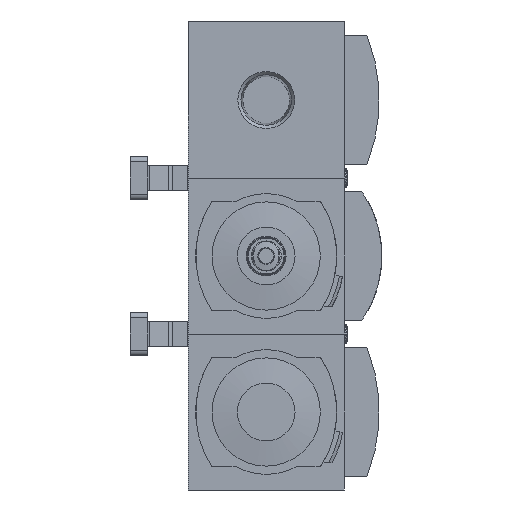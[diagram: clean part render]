
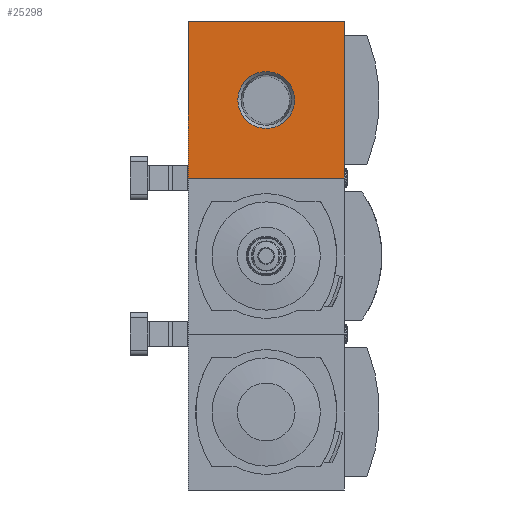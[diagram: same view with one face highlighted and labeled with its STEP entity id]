
A CAD part, front view. The second image highlights one B-rep face of the part: STEP entity #25298.
In plain terms, the highlighted planar face has unit normal (0, -1, 0).
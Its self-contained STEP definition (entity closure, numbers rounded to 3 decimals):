
#296=PLANE('',#26456);
#1177=LINE('',#34267,#3116);
#1185=LINE('',#34282,#3124);
#1201=LINE('',#34312,#3140);
#1241=LINE('',#34403,#3180);
#3116=VECTOR('',#28533,1000.);
#3124=VECTOR('',#28543,1000.);
#3140=VECTOR('',#28561,1000.);
#3180=VECTOR('',#28639,1000.);
#4859=CIRCLE('',#26457,11.288);
#6030=ORIENTED_EDGE('',*,*,#11406,.F.);
#6031=ORIENTED_EDGE('',*,*,#11322,.F.);
#6032=ORIENTED_EDGE('',*,*,#11314,.F.);
#6033=ORIENTED_EDGE('',*,*,#11338,.F.);
#6034=ORIENTED_EDGE('',*,*,#11387,.F.);
#11314=EDGE_CURVE('',#14028,#14029,#1177,.T.);
#11322=EDGE_CURVE('',#14029,#14035,#1185,.T.);
#11338=EDGE_CURVE('',#14047,#14028,#1201,.T.);
#11387=EDGE_CURVE('',#14035,#14047,#1241,.T.);
#11406=EDGE_CURVE('',#14089,#14089,#4859,.T.);
#14028=VERTEX_POINT('',#34266);
#14029=VERTEX_POINT('',#34268);
#14035=VERTEX_POINT('',#34283);
#14047=VERTEX_POINT('',#34311);
#14089=VERTEX_POINT('',#34442);
#15903=EDGE_LOOP('',(#6030));
#15904=EDGE_LOOP('',(#6031,#6032,#6033,#6034));
#17118=FACE_BOUND('',#15903,.T.);
#17119=FACE_BOUND('',#15904,.T.);
#25298=ADVANCED_FACE('',(#17118,#17119),#296,.F.);
#26456=AXIS2_PLACEMENT_3D('',#34440,#28681,#28682);
#26457=AXIS2_PLACEMENT_3D('',#34441,#28683,#28684);
#28533=DIRECTION('',(-1.,0.,0.));
#28543=DIRECTION('',(0.,0.,1.));
#28561=DIRECTION('',(0.,0.,-1.));
#28639=DIRECTION('',(1.,0.,0.));
#28681=DIRECTION('',(0.,1.,0.));
#28682=DIRECTION('',(0.,0.,1.));
#28683=DIRECTION('',(0.,-1.,0.));
#28684=DIRECTION('',(0.,0.,-1.));
#34266=CARTESIAN_POINT('',(31.,-45.,-31.));
#34267=CARTESIAN_POINT('',(31.,-45.,-31.));
#34268=CARTESIAN_POINT('',(-31.,-45.,-31.));
#34282=CARTESIAN_POINT('',(-31.,-45.,-31.));
#34283=CARTESIAN_POINT('',(-31.,-45.,31.));
#34311=CARTESIAN_POINT('',(31.,-45.,31.));
#34312=CARTESIAN_POINT('',(31.,-45.,31.));
#34403=CARTESIAN_POINT('',(-31.,-45.,31.));
#34440=CARTESIAN_POINT('',(0.,-45.,0.));
#34441=CARTESIAN_POINT('',(0.,-45.,0.));
#34442=CARTESIAN_POINT('',(0.,-45.,-11.288));
